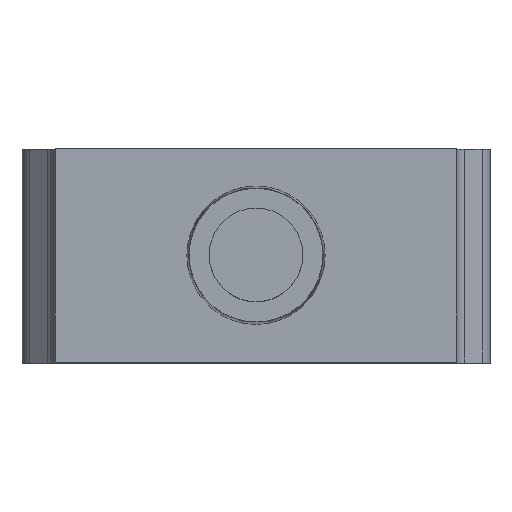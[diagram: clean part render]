
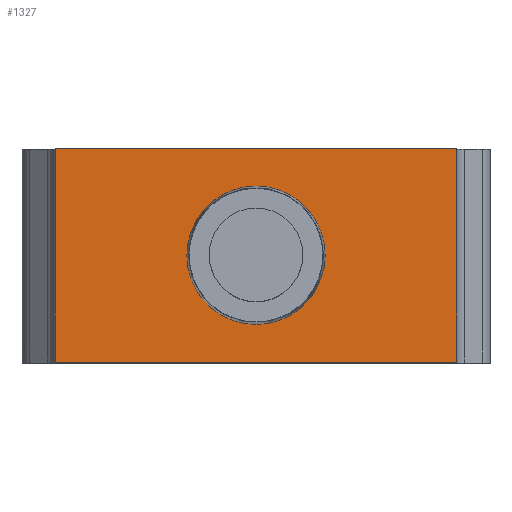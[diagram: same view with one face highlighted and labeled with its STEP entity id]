
A CAD part, top view. The second image highlights one B-rep face of the part: STEP entity #1327.
In plain terms, the highlighted face is planar.
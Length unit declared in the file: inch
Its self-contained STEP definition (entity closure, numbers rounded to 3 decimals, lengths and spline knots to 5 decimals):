
#42 = EDGE_CURVE ( 'NONE', #2199, #2943, #2439, .T. ) ;
#46 = CARTESIAN_POINT ( 'NONE',  ( -1.1811, 0., -0.62992 ) ) ;
#80 = ORIENTED_EDGE ( 'NONE', *, *, #518, .T. ) ;
#283 = VECTOR ( 'NONE', #2722, 39.37008 ) ;
#289 = VECTOR ( 'NONE', #2720, 39.37008 ) ;
#316 = FACE_OUTER_BOUND ( 'NONE', #706, .T. ) ;
#393 = CARTESIAN_POINT ( 'NONE',  ( -1.1811, 0., 0. ) ) ;
#518 = EDGE_CURVE ( 'NONE', #2680, #2680, #2891, .T. ) ;
#544 = EDGE_CURVE ( 'NONE', #2614, #2184, #1882, .T. ) ;
#554 = DIRECTION ( 'NONE',  ( -1., 0., 0. ) ) ;
#583 = CARTESIAN_POINT ( 'NONE',  ( -1.27953, 0., -0.62992 ) ) ;
#617 = CARTESIAN_POINT ( 'NONE',  ( 0., 0., -0.57087 ) ) ;
#635 = LINE ( 'NONE', #691, #3177 ) ;
#691 = CARTESIAN_POINT ( 'NONE',  ( 0., 0., -0.57087 ) ) ;
#706 = EDGE_LOOP ( 'NONE', ( #958, #2940, #946, #1094 ) ) ;
#838 = FACE_BOUND ( 'NONE', #3036, .T. ) ;
#946 = ORIENTED_EDGE ( 'NONE', *, *, #2708, .T. ) ;
#958 = ORIENTED_EDGE ( 'NONE', *, *, #1481, .F. ) ;
#1094 = ORIENTED_EDGE ( 'NONE', *, *, #42, .T. ) ;
#1121 = DIRECTION ( 'NONE',  ( -1., 0., 0. ) ) ;
#1138 = CARTESIAN_POINT ( 'NONE',  ( 0., 0., 0. ) ) ;
#1327 = ADVANCED_FACE ( 'NONE', ( #838, #316 ), #1904, .T. ) ;
#1384 = CARTESIAN_POINT ( 'NONE',  ( -0.59055, 0., -0.31496 ) ) ;
#1476 = CARTESIAN_POINT ( 'NONE',  ( 0., 0., -0.62992 ) ) ;
#1481 = EDGE_CURVE ( 'NONE', #2184, #2943, #2273, .T. ) ;
#1747 = AXIS2_PLACEMENT_3D ( 'NONE', #617, #2182, #554 ) ;
#1882 = LINE ( 'NONE', #583, #2032 ) ;
#1904 = PLANE ( 'NONE',  #1747 ) ;
#2032 = VECTOR ( 'NONE', #1121, 39.37008 ) ;
#2140 = DIRECTION ( 'NONE',  ( 1., 0., 0. ) ) ;
#2182 = DIRECTION ( 'NONE',  ( 0., -1., 0. ) ) ;
#2184 = VERTEX_POINT ( 'NONE', #46 ) ;
#2199 = VERTEX_POINT ( 'NONE', #2608 ) ;
#2273 = LINE ( 'NONE', #3030, #283 ) ;
#2359 = AXIS2_PLACEMENT_3D ( 'NONE', #1384, #2657, #2140 ) ;
#2392 = CARTESIAN_POINT ( 'NONE',  ( -0.38696, 0., -0.31496 ) ) ;
#2439 = LINE ( 'NONE', #1138, #289 ) ;
#2608 = CARTESIAN_POINT ( 'NONE',  ( 0., 0., 0. ) ) ;
#2614 = VERTEX_POINT ( 'NONE', #1476 ) ;
#2657 = DIRECTION ( 'NONE',  ( 0., 1., 0. ) ) ;
#2680 = VERTEX_POINT ( 'NONE', #2392 ) ;
#2708 = EDGE_CURVE ( 'NONE', #2614, #2199, #635, .T. ) ;
#2720 = DIRECTION ( 'NONE',  ( -1., 0., 0. ) ) ;
#2722 = DIRECTION ( 'NONE',  ( 0., 0., 1. ) ) ;
#2891 = CIRCLE ( 'NONE', #2359, 0.20359 ) ;
#2940 = ORIENTED_EDGE ( 'NONE', *, *, #544, .F. ) ;
#2943 = VERTEX_POINT ( 'NONE', #393 ) ;
#3030 = CARTESIAN_POINT ( 'NONE',  ( -1.1811, 0., -0.62992 ) ) ;
#3036 = EDGE_LOOP ( 'NONE', ( #80 ) ) ;
#3177 = VECTOR ( 'NONE', #3290, 39.37008 ) ;
#3290 = DIRECTION ( 'NONE',  ( 0., 0., 1. ) ) ;
